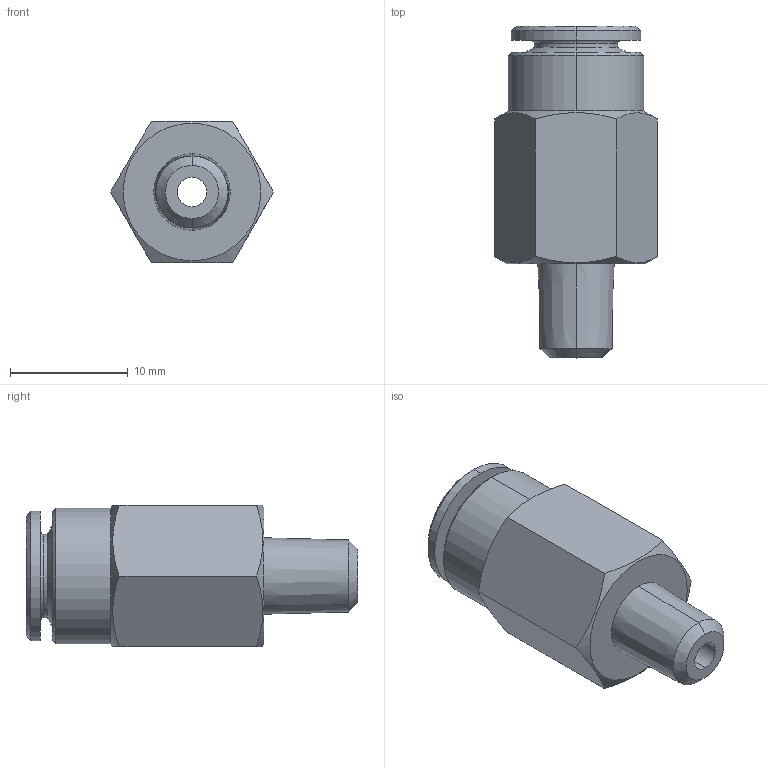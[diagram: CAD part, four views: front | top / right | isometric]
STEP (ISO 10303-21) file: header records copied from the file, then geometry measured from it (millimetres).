
FILE_DESCRIPTION (( 'STEP AP203' ), '1' );
FILE_NAME ('H0010130.STEP', '2010-06-18T09:59:45', ( '' ), ( 'sopra-pneumatic' ), 'SwSTEP 2.0', 'SolidWorks 2009', '' );
FILE_SCHEMA (( 'CONFIG_CONTROL_DESIGN' ));
Length unit declared in the file: millimetre
Products named in the file (1): H0010130
Bounding box: 13.86 x 28.22 x 12 mm (x, y, z)
Volume: 1929 mm3; surface area: 1663.7 mm2
Topology: 1 solids, 1 shells, 53 faces, 120 edges, 72 vertices
Faces by surface type: plane 23, cone 18, cylinder 10, torus 2
Entity records: 1643 total; most frequent: CARTESIAN_POINT 390, DIRECTION 248, ORIENTED_EDGE 240, EDGE_CURVE 120, AXIS2_PLACEMENT_3D 98, VERTEX_POINT 72, EDGE_LOOP 58, ADVANCED_FACE 53
